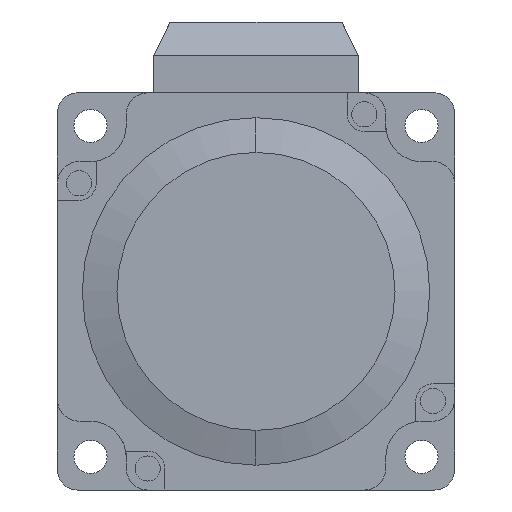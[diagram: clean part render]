
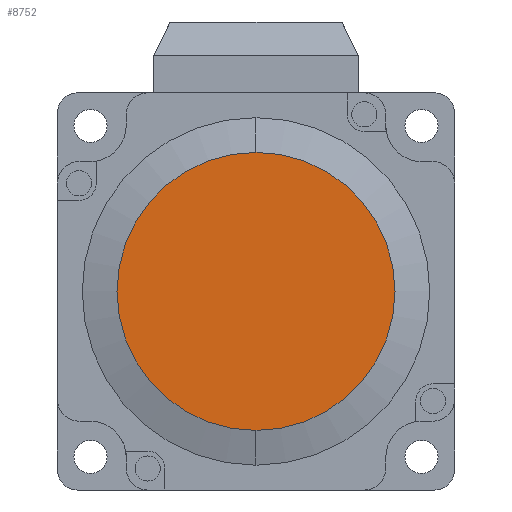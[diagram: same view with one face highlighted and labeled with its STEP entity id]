
A CAD part, front view. The second image highlights one B-rep face of the part: STEP entity #8752.
In plain terms, the highlighted planar face has unit normal (0, -1, 0).
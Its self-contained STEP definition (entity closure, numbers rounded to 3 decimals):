
#95 = DIRECTION ( 'NONE',  ( 0., 0., 1. ) ) ;
#563 = AXIS2_PLACEMENT_3D ( 'NONE', #8385, #4197, #10080 ) ;
#743 = AXIS2_PLACEMENT_3D ( 'NONE', #10031, #9882, #95 ) ;
#1784 = VERTEX_POINT ( 'NONE', #2689 ) ;
#2515 = EDGE_CURVE ( 'NONE', #10703, #1784, #4665, .T. ) ;
#2689 = CARTESIAN_POINT ( 'NONE',  ( 30., -1.5, -51. ) ) ;
#4197 = DIRECTION ( 'NONE',  ( 0., 1., 0. ) ) ;
#4665 = CIRCLE ( 'NONE', #743, 21. ) ;
#4910 = CARTESIAN_POINT ( 'NONE',  ( 30., -1.5, -30. ) ) ;
#5749 = DIRECTION ( 'NONE',  ( 0., 0., 1. ) ) ;
#6078 = CARTESIAN_POINT ( 'NONE',  ( 30., -1.5, -9. ) ) ;
#6438 = EDGE_LOOP ( 'NONE', ( #9794, #6880 ) ) ;
#6842 = FACE_OUTER_BOUND ( 'NONE', #6438, .T. ) ;
#6880 = ORIENTED_EDGE ( 'NONE', *, *, #7128, .F. ) ;
#7128 = EDGE_CURVE ( 'NONE', #1784, #10703, #8338, .T. ) ;
#7538 = PLANE ( 'NONE',  #563 ) ;
#8338 = CIRCLE ( 'NONE', #9543, 21. ) ;
#8385 = CARTESIAN_POINT ( 'NONE',  ( 30., -1.5, -30. ) ) ;
#8752 = ADVANCED_FACE ( 'NONE', ( #6842 ), #7538, .F. ) ;
#9543 = AXIS2_PLACEMENT_3D ( 'NONE', #4910, #10781, #5749 ) ;
#9794 = ORIENTED_EDGE ( 'NONE', *, *, #2515, .F. ) ;
#9882 = DIRECTION ( 'NONE',  ( 0., 1., 0. ) ) ;
#10031 = CARTESIAN_POINT ( 'NONE',  ( 30., -1.5, -30. ) ) ;
#10080 = DIRECTION ( 'NONE',  ( 0., 0., 1. ) ) ;
#10703 = VERTEX_POINT ( 'NONE', #6078 ) ;
#10781 = DIRECTION ( 'NONE',  ( 0., 1., 0. ) ) ;
